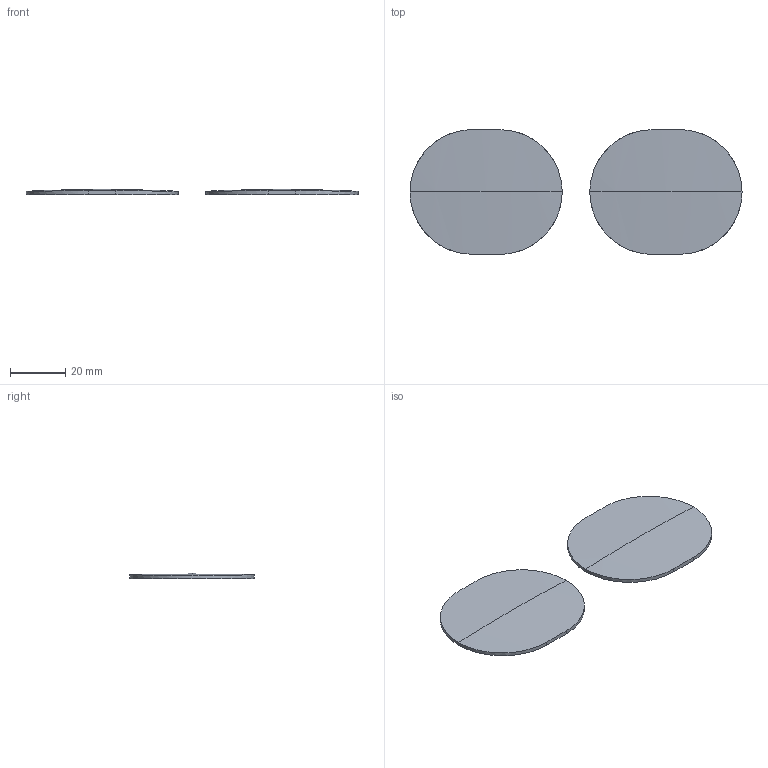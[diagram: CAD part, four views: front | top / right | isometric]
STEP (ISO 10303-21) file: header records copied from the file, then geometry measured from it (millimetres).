
FILE_DESCRIPTION((''),'2;1');
FILE_NAME('VR_LENS','2023-06-28T16:10:06',('Leon'),(''),'CREO PARAMETRIC BY PTC INC, 2018050','CREO PARAMETRIC BY PTC INC, 2018050','');
FILE_SCHEMA(('CONFIG_CONTROL_DESIGN'));
Length unit declared in the file: millimetre
Products named in the file (1): VR_LENS
Bounding box: 120 x 45 x 1.87 mm (x, y, z)
Volume: 5124.4 mm3; surface area: 8589.7 mm2
Topology: 2 solids, 2 shells, 18 faces, 48 edges, 28 vertices
Faces by surface type: sphere 8, plane 6, cylinder 4
Entity records: 634 total; most frequent: CARTESIAN_POINT 184, DIRECTION 88, ORIENTED_EDGE 80, EDGE_CURVE 40, AXIS2_PLACEMENT_3D 38, VERTEX_POINT 28, EDGE_LOOP 20, CIRCLE 20
